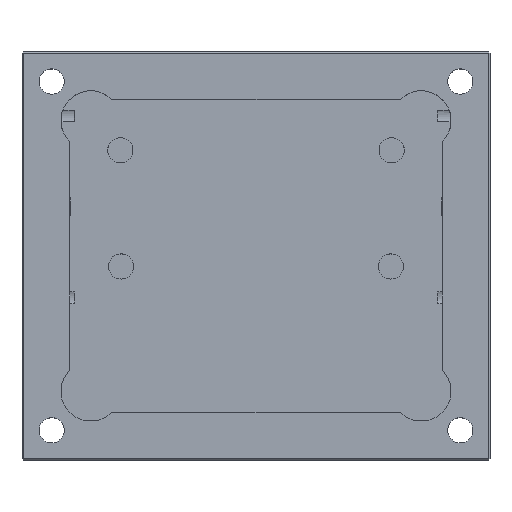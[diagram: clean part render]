
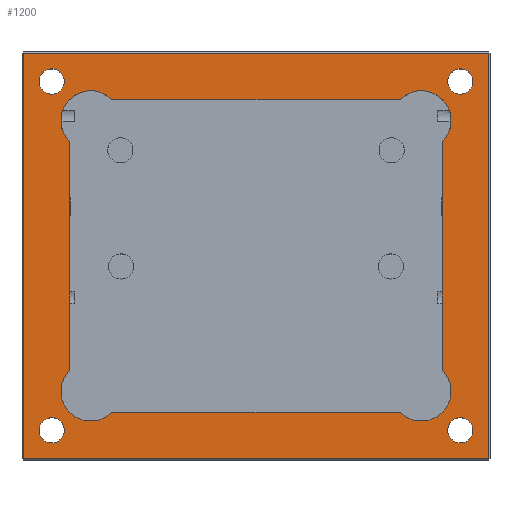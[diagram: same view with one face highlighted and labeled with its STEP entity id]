
A CAD part, top view. The second image highlights one B-rep face of the part: STEP entity #1200.
In plain terms, the highlighted planar face has unit normal (0, 0, 1).
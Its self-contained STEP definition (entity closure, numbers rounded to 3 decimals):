
#66=FACE_BOUND('',#245,.T.);
#67=FACE_BOUND('',#246,.T.);
#68=FACE_BOUND('',#247,.T.);
#69=FACE_BOUND('',#248,.T.);
#70=FACE_BOUND('',#249,.T.);
#95=CIRCLE('',#1302,2.);
#96=CIRCLE('',#1303,2.);
#97=CIRCLE('',#1304,2.);
#98=CIRCLE('',#1305,2.);
#99=CIRCLE('',#1306,0.847);
#100=CIRCLE('',#1307,0.847);
#101=CIRCLE('',#1308,0.847);
#102=CIRCLE('',#1309,0.847);
#166=FACE_OUTER_BOUND('',#244,.T.);
#244=EDGE_LOOP('',(#892,#893,#894,#895));
#245=EDGE_LOOP('',(#896,#897,#898,#899,#900,#901,#902,#903));
#246=EDGE_LOOP('',(#904));
#247=EDGE_LOOP('',(#905));
#248=EDGE_LOOP('',(#906));
#249=EDGE_LOOP('',(#907));
#328=LINE('',#1802,#432);
#340=LINE('',#1825,#444);
#342=LINE('',#1828,#446);
#344=LINE('',#1831,#448);
#349=LINE('',#1871,#453);
#350=LINE('',#1875,#454);
#351=LINE('',#1879,#455);
#352=LINE('',#1883,#456);
#432=VECTOR('',#1440,10.);
#444=VECTOR('',#1462,10.);
#446=VECTOR('',#1466,10.);
#448=VECTOR('',#1470,10.);
#453=VECTOR('',#1515,10.);
#454=VECTOR('',#1518,10.);
#455=VECTOR('',#1521,10.);
#456=VECTOR('',#1524,10.);
#519=VERTEX_POINT('',#1769);
#525=VERTEX_POINT('',#1792);
#528=VERTEX_POINT('',#1805);
#531=VERTEX_POINT('',#1815);
#546=VERTEX_POINT('',#1869);
#547=VERTEX_POINT('',#1870);
#548=VERTEX_POINT('',#1872);
#549=VERTEX_POINT('',#1874);
#550=VERTEX_POINT('',#1876);
#551=VERTEX_POINT('',#1878);
#552=VERTEX_POINT('',#1880);
#553=VERTEX_POINT('',#1882);
#554=VERTEX_POINT('',#1885);
#555=VERTEX_POINT('',#1887);
#556=VERTEX_POINT('',#1889);
#557=VERTEX_POINT('',#1891);
#644=EDGE_CURVE('',#519,#525,#328,.T.);
#656=EDGE_CURVE('',#525,#531,#340,.T.);
#658=EDGE_CURVE('',#531,#528,#342,.T.);
#660=EDGE_CURVE('',#528,#519,#344,.T.);
#678=EDGE_CURVE('',#546,#547,#349,.T.);
#679=EDGE_CURVE('',#547,#548,#95,.T.);
#680=EDGE_CURVE('',#548,#549,#350,.T.);
#681=EDGE_CURVE('',#549,#550,#96,.T.);
#682=EDGE_CURVE('',#550,#551,#351,.T.);
#683=EDGE_CURVE('',#551,#552,#97,.T.);
#684=EDGE_CURVE('',#552,#553,#352,.T.);
#685=EDGE_CURVE('',#553,#546,#98,.T.);
#686=EDGE_CURVE('',#554,#554,#99,.T.);
#687=EDGE_CURVE('',#555,#555,#100,.T.);
#688=EDGE_CURVE('',#556,#556,#101,.T.);
#689=EDGE_CURVE('',#557,#557,#102,.T.);
#892=ORIENTED_EDGE('',*,*,#644,.F.);
#893=ORIENTED_EDGE('',*,*,#660,.F.);
#894=ORIENTED_EDGE('',*,*,#658,.F.);
#895=ORIENTED_EDGE('',*,*,#656,.F.);
#896=ORIENTED_EDGE('',*,*,#678,.T.);
#897=ORIENTED_EDGE('',*,*,#679,.T.);
#898=ORIENTED_EDGE('',*,*,#680,.T.);
#899=ORIENTED_EDGE('',*,*,#681,.T.);
#900=ORIENTED_EDGE('',*,*,#682,.T.);
#901=ORIENTED_EDGE('',*,*,#683,.T.);
#902=ORIENTED_EDGE('',*,*,#684,.T.);
#903=ORIENTED_EDGE('',*,*,#685,.T.);
#904=ORIENTED_EDGE('',*,*,#686,.T.);
#905=ORIENTED_EDGE('',*,*,#687,.T.);
#906=ORIENTED_EDGE('',*,*,#688,.T.);
#907=ORIENTED_EDGE('',*,*,#689,.T.);
#1163=PLANE('',#1301);
#1200=ADVANCED_FACE('',(#166,#66,#67,#68,#69,#70),#1163,.T.);
#1301=AXIS2_PLACEMENT_3D('',#1868,#1513,#1514);
#1302=AXIS2_PLACEMENT_3D('',#1873,#1516,#1517);
#1303=AXIS2_PLACEMENT_3D('',#1877,#1519,#1520);
#1304=AXIS2_PLACEMENT_3D('',#1881,#1522,#1523);
#1305=AXIS2_PLACEMENT_3D('',#1884,#1525,#1526);
#1306=AXIS2_PLACEMENT_3D('',#1886,#1527,#1528);
#1307=AXIS2_PLACEMENT_3D('',#1888,#1529,#1530);
#1308=AXIS2_PLACEMENT_3D('',#1890,#1531,#1532);
#1309=AXIS2_PLACEMENT_3D('',#1892,#1533,#1534);
#1440=DIRECTION('',(1.,0.,0.));
#1462=DIRECTION('',(0.,-1.,0.));
#1466=DIRECTION('',(-1.,0.,0.));
#1470=DIRECTION('',(0.,1.,0.));
#1513=DIRECTION('center_axis',(0.,0.,
1.));
#1514=DIRECTION('ref_axis',(1.,0.,0.));
#1515=DIRECTION('',(0.,1.,0.));
#1516=DIRECTION('center_axis',(0.,0.,
-1.));
#1517=DIRECTION('ref_axis',(-1.,0.,0.));
#1518=DIRECTION('',(1.,0.,0.));
#1519=DIRECTION('center_axis',(0.,0.,
-1.));
#1520=DIRECTION('ref_axis',(-1.,0.,0.));
#1521=DIRECTION('',(0.,-1.,0.));
#1522=DIRECTION('center_axis',(0.,0.,
-1.));
#1523=DIRECTION('ref_axis',(-1.,0.,0.));
#1524=DIRECTION('',(-1.,0.,0.));
#1525=DIRECTION('center_axis',(0.,0.,
-1.));
#1526=DIRECTION('ref_axis',(-1.,0.,0.));
#1527=DIRECTION('center_axis',(0.,0.,
-1.));
#1528=DIRECTION('ref_axis',(1.,0.,0.));
#1529=DIRECTION('center_axis',(0.,0.,
-1.));
#1530=DIRECTION('ref_axis',(1.,0.,0.));
#1531=DIRECTION('center_axis',(0.,0.,
-1.));
#1532=DIRECTION('ref_axis',(1.,0.,0.));
#1533=DIRECTION('center_axis',(0.,0.,
-1.));
#1534=DIRECTION('ref_axis',(1.,0.,0.));
#1769=CARTESIAN_POINT('',(0.1,27.3,9.));
#1792=CARTESIAN_POINT('',(31.3,27.3,9.));
#1802=CARTESIAN_POINT('',(7.85,27.3,9.));
#1805=CARTESIAN_POINT('',(0.1,0.1,9.));
#1815=CARTESIAN_POINT('',(31.3,0.1,9.));
#1825=CARTESIAN_POINT('',(31.3,20.55,9.));
#1828=CARTESIAN_POINT('',(23.55,0.1,9.));
#1831=CARTESIAN_POINT('',(0.1,6.85,9.));
#1868=CARTESIAN_POINT('Origin',(15.7,13.7,9.));
#1869=CARTESIAN_POINT('',(3.2,6.028,9.));
#1870=CARTESIAN_POINT('',(3.2,21.372,9.));
#1871=CARTESIAN_POINT('',(3.2,8.45,9.));
#1872=CARTESIAN_POINT('',(6.028,24.2,9.));
#1873=CARTESIAN_POINT('Origin',(4.614,22.786,9.));
#1874=CARTESIAN_POINT('',(25.372,24.2,9.));
#1875=CARTESIAN_POINT('',(9.45,24.2,9.));
#1876=CARTESIAN_POINT('',(28.2,21.372,9.));
#1877=CARTESIAN_POINT('Origin',(26.786,22.786,9.));
#1878=CARTESIAN_POINT('',(28.2,6.028,9.));
#1879=CARTESIAN_POINT('',(28.2,18.95,9.));
#1880=CARTESIAN_POINT('',(25.372,3.2,9.));
#1881=CARTESIAN_POINT('Origin',(26.786,4.614,9.));
#1882=CARTESIAN_POINT('',(6.028,3.2,9.));
#1883=CARTESIAN_POINT('',(21.95,3.2,9.));
#1884=CARTESIAN_POINT('Origin',(4.614,4.614,9.));
#1885=CARTESIAN_POINT('',(1.153,25.4,9.));
#1886=CARTESIAN_POINT('Origin',(2.,25.4,9.));
#1887=CARTESIAN_POINT('',(28.553,25.4,9.));
#1888=CARTESIAN_POINT('Origin',(29.4,25.4,9.));
#1889=CARTESIAN_POINT('',(28.553,2.,9.));
#1890=CARTESIAN_POINT('Origin',(29.4,2.,9.));
#1891=CARTESIAN_POINT('',(1.153,2.,9.));
#1892=CARTESIAN_POINT('Origin',(2.,2.,9.));
